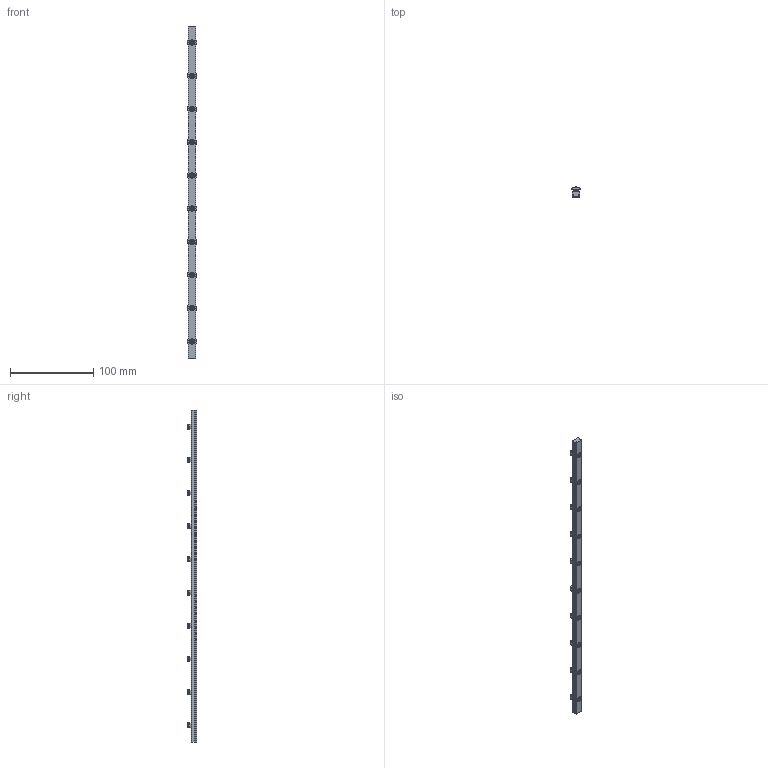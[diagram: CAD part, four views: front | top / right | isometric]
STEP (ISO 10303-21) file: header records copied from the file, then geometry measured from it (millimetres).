
FILE_DESCRIPTION(('FreeCAD Model'),'2;1');
FILE_NAME('Open CASCADE Shape Model','2023-04-07T19:14:46',(''),(''), 'Open CASCADE STEP processor 7.6','FreeCAD','Unknown');
FILE_SCHEMA(('AUTOMOTIVE_DESIGN { 1 0 10303 214 1 1 1 1 }'));
Length unit declared in the file: millimetre
Products named in the file (22): Linear_Rail_Assembly; Linear Rail 9 x 400mm_001; M3 x 8 Hex Socket Cap Screw_001; M3 x 8 Hex Socket Cap Screw_002; M3 x 8 Hex Socket Cap Screw_003; M3 x 8 Hex Socket Cap Screw_004; M3 x 8 Hex Socket Cap Screw_005; M3 x 8 Hex Socket Cap Screw_006; M3 x 8 Hex Socket Cap Screw_007; M3 x 8 Hex Socket Cap Screw_008; M3 x 8 Hex Socket Cap Screw_009; M3 x 8 Hex Socket Cap Screw_010; M3 T-Nut_001; M3 T-Nut_002; M3 T-Nut_003; M3 T-Nut_004; M3 T-Nut_005; M3 T-Nut_006; M3 T-Nut_007; M3 T-Nut_008; M3 T-Nut_009; M3 T-Nut_010
Assembly tree (21 placements, depth 2):
  Linear_Rail_Assembly
    Linear Rail 9 x 400mm_001
    M3 x 8 Hex Socket Cap Screw_001
    M3 x 8 Hex Socket Cap Screw_002
    M3 x 8 Hex Socket Cap Screw_003
    M3 x 8 Hex Socket Cap Screw_004
    M3 x 8 Hex Socket Cap Screw_005
    M3 x 8 Hex Socket Cap Screw_006
    M3 x 8 Hex Socket Cap Screw_007
    M3 x 8 Hex Socket Cap Screw_008
    M3 x 8 Hex Socket Cap Screw_009
    M3 x 8 Hex Socket Cap Screw_010
    M3 T-Nut_001
    M3 T-Nut_002
    M3 T-Nut_003
    M3 T-Nut_004
    M3 T-Nut_005
    M3 T-Nut_006
    M3 T-Nut_007
    M3 T-Nut_008
    M3 T-Nut_009
    M3 T-Nut_010
Bounding box: 10.9 x 11.5 x 400 mm (x, y, z)
Volume: 23721.1 mm3; surface area: 18799.8 mm2
Topology: 21 solids, 21 shells, 802 faces, 1870 edges, 1130 vertices
Faces by surface type: plane 438, cone 160, cylinder 134, bspline 40, revolution 20, sphere 10
Full cylindrical faces by diameter (mm): 2.5 x10, 3 x10, 3.4 x10, 5.5 x10, 6 x10
Entity records: 50237 total; most frequent: CARTESIAN_POINT 12222, DIRECTION 7068, LINE 4144, VECTOR 4144, ORIENTED_EDGE 3720, PCURVE 3720, DEFINITIONAL_REPRESENTATION 3720, EDGE_CURVE 1860
